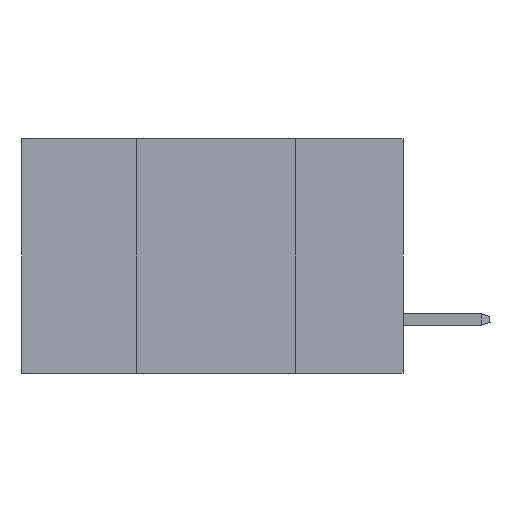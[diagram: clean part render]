
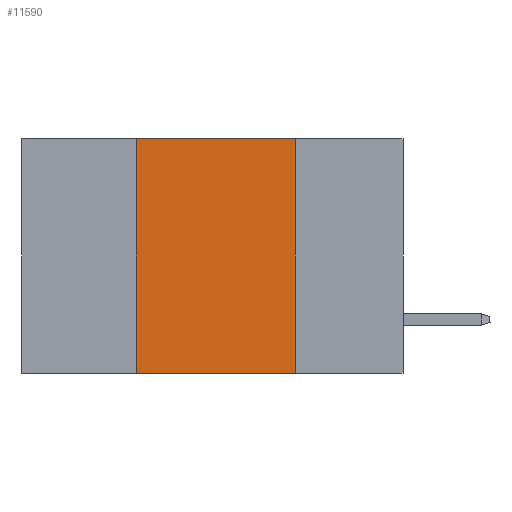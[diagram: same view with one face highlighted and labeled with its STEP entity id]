
A CAD part, left-side view. The second image highlights one B-rep face of the part: STEP entity #11590.
In plain terms, the highlighted planar face has unit normal (-1, 0, 0).
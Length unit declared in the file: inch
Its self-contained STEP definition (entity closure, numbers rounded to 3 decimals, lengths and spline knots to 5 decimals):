
#1096 = FACE_OUTER_BOUND ( 'NONE', #11010, .T. ) ;
#1882 = EDGE_CURVE ( 'NONE', #42005, #19779, #29797, .T. ) ;
#2320 = CARTESIAN_POINT ( 'NONE',  ( 0., 0.17, 0. ) ) ;
#4058 = EDGE_CURVE ( 'NONE', #19357, #42005, #21030, .T. ) ;
#5006 = CARTESIAN_POINT ( 'NONE',  ( 0., 0.6, 0. ) ) ;
#5342 = CARTESIAN_POINT ( 'NONE',  ( 0., 0.42, 0. ) ) ;
#6049 = DIRECTION ( 'NONE',  ( 0., 0., 1. ) ) ;
#9739 = AXIS2_PLACEMENT_3D ( 'NONE', #5006, #39690, #25918 ) ;
#11010 = EDGE_LOOP ( 'NONE', ( #15691, #22729, #39232, #19300 ) ) ;
#11590 = ADVANCED_FACE ( 'NONE', ( #1096 ), #32791, .F. ) ;
#15691 = ORIENTED_EDGE ( 'NONE', *, *, #1882, .F. ) ;
#16936 = CARTESIAN_POINT ( 'NONE',  ( 0., 0.17, -0.37 ) ) ;
#17079 = DIRECTION ( 'NONE',  ( 0., -1., 0. ) ) ;
#19300 = ORIENTED_EDGE ( 'NONE', *, *, #36255, .T. ) ;
#19357 = VERTEX_POINT ( 'NONE', #5342 ) ;
#19779 = VERTEX_POINT ( 'NONE', #16936 ) ;
#20751 = CARTESIAN_POINT ( 'NONE',  ( 0., 0.42, 0. ) ) ;
#21030 = LINE ( 'NONE', #35023, #40686 ) ;
#22729 = ORIENTED_EDGE ( 'NONE', *, *, #4058, .F. ) ;
#24178 = CARTESIAN_POINT ( 'NONE',  ( 0., 0.6, -0.37 ) ) ;
#24412 = LINE ( 'NONE', #20751, #45031 ) ;
#25918 = DIRECTION ( 'NONE',  ( 0., 0., -1. ) ) ;
#29797 = LINE ( 'NONE', #40804, #45275 ) ;
#32066 = CARTESIAN_POINT ( 'NONE',  ( 0., 0.42, -0.37 ) ) ;
#32791 = PLANE ( 'NONE',  #9739 ) ;
#32870 = VERTEX_POINT ( 'NONE', #32066 ) ;
#33666 = DIRECTION ( 'NONE',  ( 0., 0., -1. ) ) ;
#35023 = CARTESIAN_POINT ( 'NONE',  ( 0., 0.6, 0. ) ) ;
#36255 = EDGE_CURVE ( 'NONE', #32870, #19779, #37722, .T. ) ;
#37490 = EDGE_CURVE ( 'NONE', #32870, #19357, #24412, .T. ) ;
#37722 = LINE ( 'NONE', #24178, #43494 ) ;
#39232 = ORIENTED_EDGE ( 'NONE', *, *, #37490, .F. ) ;
#39690 = DIRECTION ( 'NONE',  ( 1., 0., 0. ) ) ;
#40686 = VECTOR ( 'NONE', #45155, 39.37008 ) ;
#40804 = CARTESIAN_POINT ( 'NONE',  ( 0., 0.17, 0. ) ) ;
#42005 = VERTEX_POINT ( 'NONE', #2320 ) ;
#43494 = VECTOR ( 'NONE', #17079, 39.37008 ) ;
#45031 = VECTOR ( 'NONE', #6049, 39.37008 ) ;
#45155 = DIRECTION ( 'NONE',  ( 0., -1., 0. ) ) ;
#45275 = VECTOR ( 'NONE', #33666, 39.37008 ) ;
